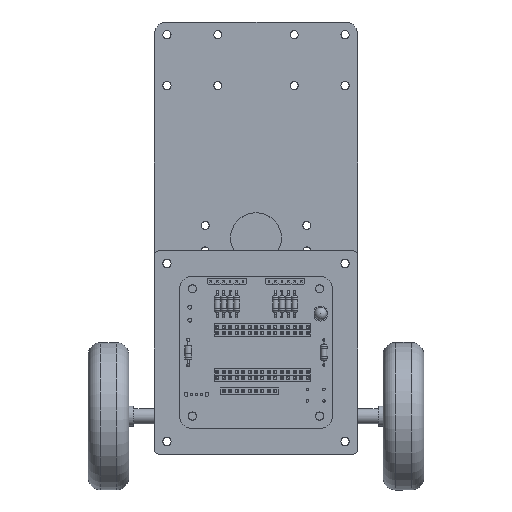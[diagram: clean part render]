
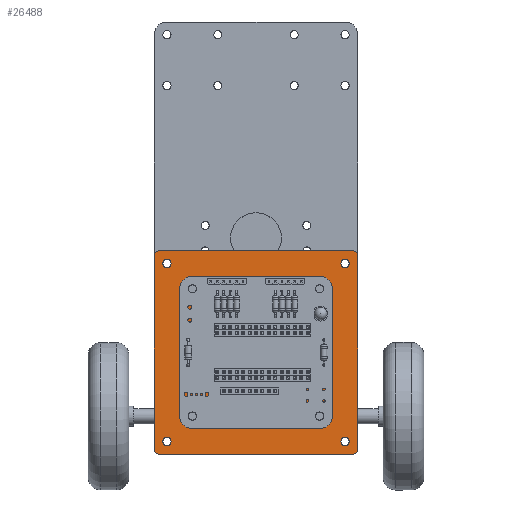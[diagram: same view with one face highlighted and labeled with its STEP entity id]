
A CAD part, top view. The second image highlights one B-rep face of the part: STEP entity #26488.
In plain terms, the highlighted planar face has unit normal (0, 0, 1).
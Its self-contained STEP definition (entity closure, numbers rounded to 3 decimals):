
#1818=FACE_BOUND('',#6084,.T.);
#1819=FACE_BOUND('',#6085,.T.);
#1820=FACE_BOUND('',#6086,.T.);
#1821=FACE_BOUND('',#6087,.T.);
#1822=FACE_BOUND('',#6088,.T.);
#1823=FACE_BOUND('',#6089,.T.);
#1824=FACE_BOUND('',#6090,.T.);
#1825=FACE_BOUND('',#6091,.T.);
#2873=PLANE('',#28999);
#4242=FACE_OUTER_BOUND('',#6083,.T.);
#6083=EDGE_LOOP('',(#24813,#24814,#24815,#24816,#24817,#24818,#24819,#24820));
#6084=EDGE_LOOP('',(#24821));
#6085=EDGE_LOOP('',(#24822));
#6086=EDGE_LOOP('',(#24823));
#6087=EDGE_LOOP('',(#24824));
#6088=EDGE_LOOP('',(#24825));
#6089=EDGE_LOOP('',(#24826));
#6090=EDGE_LOOP('',(#24827));
#6091=EDGE_LOOP('',(#24828));
#8879=LINE('',#43212,#11682);
#8885=LINE('',#43248,#11688);
#8888=LINE('',#43256,#11691);
#8898=LINE('',#43294,#11701);
#11682=VECTOR('',#35820,10.);
#11688=VECTOR('',#35856,10.);
#11691=VECTOR('',#35865,10.);
#11701=VECTOR('',#35913,10.);
#12292=CIRCLE('',#28959,2.);
#12305=CIRCLE('',#28975,2.);
#12306=CIRCLE('',#28978,2.);
#12307=CIRCLE('',#28981,2.);
#12308=CIRCLE('',#28983,1.6);
#12309=CIRCLE('',#28985,1.6);
#12310=CIRCLE('',#28987,1.6);
#12311=CIRCLE('',#28989,1.6);
#12312=CIRCLE('',#28991,1.6);
#12313=CIRCLE('',#28993,1.6);
#12314=CIRCLE('',#28995,1.6);
#12315=CIRCLE('',#28997,1.6);
#14512=VERTEX_POINT('',#43199);
#14513=VERTEX_POINT('',#43200);
#14517=VERTEX_POINT('',#43210);
#14531=VERTEX_POINT('',#43242);
#14532=VERTEX_POINT('',#43246);
#14533=VERTEX_POINT('',#43250);
#14534=VERTEX_POINT('',#43251);
#14535=VERTEX_POINT('',#43258);
#14536=VERTEX_POINT('',#43262);
#14537=VERTEX_POINT('',#43266);
#14538=VERTEX_POINT('',#43270);
#14539=VERTEX_POINT('',#43274);
#14540=VERTEX_POINT('',#43278);
#14541=VERTEX_POINT('',#43282);
#14542=VERTEX_POINT('',#43286);
#14543=VERTEX_POINT('',#43290);
#17925=EDGE_CURVE('',#14512,#14513,#12292,.T.);
#17931=EDGE_CURVE('',#14512,#14517,#8879,.T.);
#17946=EDGE_CURVE('',#14531,#14517,#12305,.T.);
#17949=EDGE_CURVE('',#14531,#14532,#8885,.T.);
#17950=EDGE_CURVE('',#14533,#14534,#12306,.T.);
#17953=EDGE_CURVE('',#14533,#14513,#8888,.T.);
#17954=EDGE_CURVE('',#14535,#14532,#12307,.T.);
#17956=EDGE_CURVE('',#14536,#14536,#12308,.T.);
#17958=EDGE_CURVE('',#14537,#14537,#12309,.T.);
#17960=EDGE_CURVE('',#14538,#14538,#12310,.T.);
#17962=EDGE_CURVE('',#14539,#14539,#12311,.T.);
#17964=EDGE_CURVE('',#14540,#14540,#12312,.T.);
#17966=EDGE_CURVE('',#14541,#14541,#12313,.T.);
#17968=EDGE_CURVE('',#14542,#14542,#12314,.T.);
#17970=EDGE_CURVE('',#14543,#14543,#12315,.T.);
#17972=EDGE_CURVE('',#14535,#14534,#8898,.T.);
#24813=ORIENTED_EDGE('',*,*,#17925,.F.);
#24814=ORIENTED_EDGE('',*,*,#17931,.T.);
#24815=ORIENTED_EDGE('',*,*,#17946,.F.);
#24816=ORIENTED_EDGE('',*,*,#17949,.T.);
#24817=ORIENTED_EDGE('',*,*,#17954,.F.);
#24818=ORIENTED_EDGE('',*,*,#17972,.T.);
#24819=ORIENTED_EDGE('',*,*,#17950,.F.);
#24820=ORIENTED_EDGE('',*,*,#17953,.T.);
#24821=ORIENTED_EDGE('',*,*,#17956,.T.);
#24822=ORIENTED_EDGE('',*,*,#17958,.T.);
#24823=ORIENTED_EDGE('',*,*,#17960,.T.);
#24824=ORIENTED_EDGE('',*,*,#17962,.T.);
#24825=ORIENTED_EDGE('',*,*,#17964,.T.);
#24826=ORIENTED_EDGE('',*,*,#17966,.T.);
#24827=ORIENTED_EDGE('',*,*,#17968,.T.);
#24828=ORIENTED_EDGE('',*,*,#17970,.T.);
#26488=ADVANCED_FACE('',(#4242,#1818,#1819,#1820,#1821,#1822,#1823,#1824,
#1825),#2873,.T.);
#28959=AXIS2_PLACEMENT_3D('',#43201,#35810,#35811);
#28975=AXIS2_PLACEMENT_3D('',#43243,#35850,#35851);
#28978=AXIS2_PLACEMENT_3D('',#43252,#35859,#35860);
#28981=AXIS2_PLACEMENT_3D('',#43259,#35868,#35869);
#28983=AXIS2_PLACEMENT_3D('',#43263,#35873,#35874);
#28985=AXIS2_PLACEMENT_3D('',#43267,#35878,#35879);
#28987=AXIS2_PLACEMENT_3D('',#43271,#35883,#35884);
#28989=AXIS2_PLACEMENT_3D('',#43275,#35888,#35889);
#28991=AXIS2_PLACEMENT_3D('',#43279,#35893,#35894);
#28993=AXIS2_PLACEMENT_3D('',#43283,#35898,#35899);
#28995=AXIS2_PLACEMENT_3D('',#43287,#35903,#35904);
#28997=AXIS2_PLACEMENT_3D('',#43291,#35908,#35909);
#28999=AXIS2_PLACEMENT_3D('',#43295,#35914,#35915);
#35810=DIRECTION('center_axis',(0.,0.,-1.));
#35811=DIRECTION('ref_axis',(-0.707,-0.707,0.));
#35820=DIRECTION('',(1.,0.,0.));
#35850=DIRECTION('center_axis',(0.,0.,-1.));
#35851=DIRECTION('ref_axis',(0.707,-0.707,0.));
#35856=DIRECTION('',(0.,1.,0.));
#35859=DIRECTION('center_axis',(0.,0.,-1.));
#35860=DIRECTION('ref_axis',(-0.707,0.707,0.));
#35865=DIRECTION('',(0.,-1.,0.));
#35868=DIRECTION('center_axis',(0.,0.,-1.));
#35869=DIRECTION('ref_axis',(0.707,0.707,0.));
#35873=DIRECTION('center_axis',(0.,0.,-1.));
#35874=DIRECTION('ref_axis',(1.,0.,0.));
#35878=DIRECTION('center_axis',(0.,0.,-1.));
#35879=DIRECTION('ref_axis',(1.,0.,0.));
#35883=DIRECTION('center_axis',(0.,0.,-1.));
#35884=DIRECTION('ref_axis',(1.,0.,0.));
#35888=DIRECTION('center_axis',(0.,0.,-1.));
#35889=DIRECTION('ref_axis',(1.,0.,0.));
#35893=DIRECTION('center_axis',(0.,0.,-1.));
#35894=DIRECTION('ref_axis',(1.,0.,0.));
#35898=DIRECTION('center_axis',(0.,0.,-1.));
#35899=DIRECTION('ref_axis',(1.,0.,0.));
#35903=DIRECTION('center_axis',(0.,0.,-1.));
#35904=DIRECTION('ref_axis',(1.,0.,0.));
#35908=DIRECTION('center_axis',(0.,0.,-1.));
#35909=DIRECTION('ref_axis',(1.,0.,0.));
#35913=DIRECTION('',(-1.,0.,0.));
#35914=DIRECTION('center_axis',(0.,0.,1.));
#35915=DIRECTION('ref_axis',(1.,0.,0.));
#43199=CARTESIAN_POINT('',(-38.,-40.,3.));
#43200=CARTESIAN_POINT('',(-40.,-38.,3.));
#43201=CARTESIAN_POINT('Origin',(-38.,-38.,3.));
#43210=CARTESIAN_POINT('',(38.,-40.,3.));
#43212=CARTESIAN_POINT('',(-40.,-40.,3.));
#43242=CARTESIAN_POINT('',(40.,-38.,3.));
#43243=CARTESIAN_POINT('Origin',(38.,-38.,3.));
#43246=CARTESIAN_POINT('',(40.,38.,3.));
#43248=CARTESIAN_POINT('',(40.,-40.,3.));
#43250=CARTESIAN_POINT('',(-40.,38.,3.));
#43251=CARTESIAN_POINT('',(-38.,40.,3.));
#43252=CARTESIAN_POINT('Origin',(-38.,38.,3.));
#43256=CARTESIAN_POINT('',(-40.,40.,3.));
#43258=CARTESIAN_POINT('',(38.,40.,3.));
#43259=CARTESIAN_POINT('Origin',(38.,38.,3.));
#43262=CARTESIAN_POINT('',(23.4,-25.,3.));
#43263=CARTESIAN_POINT('Origin',(25.,-25.,3.));
#43266=CARTESIAN_POINT('',(-36.6,-35.,3.));
#43267=CARTESIAN_POINT('Origin',(-35.,-35.,3.));
#43270=CARTESIAN_POINT('',(23.4,25.,3.));
#43271=CARTESIAN_POINT('Origin',(25.,25.,3.));
#43274=CARTESIAN_POINT('',(-36.6,35.,3.));
#43275=CARTESIAN_POINT('Origin',(-35.,35.,3.));
#43278=CARTESIAN_POINT('',(33.4,35.,3.));
#43279=CARTESIAN_POINT('Origin',(35.,35.,3.));
#43282=CARTESIAN_POINT('',(-26.6,25.,3.));
#43283=CARTESIAN_POINT('Origin',(-25.,25.,3.));
#43286=CARTESIAN_POINT('',(-26.6,-25.,3.));
#43287=CARTESIAN_POINT('Origin',(-25.,-25.,3.));
#43290=CARTESIAN_POINT('',(33.4,-35.,3.));
#43291=CARTESIAN_POINT('Origin',(35.,-35.,3.));
#43294=CARTESIAN_POINT('',(40.,40.,3.));
#43295=CARTESIAN_POINT('Origin',(0.,0.,3.));
